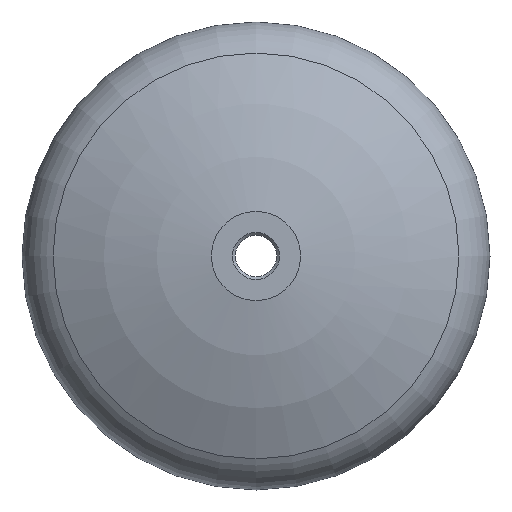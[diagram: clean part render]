
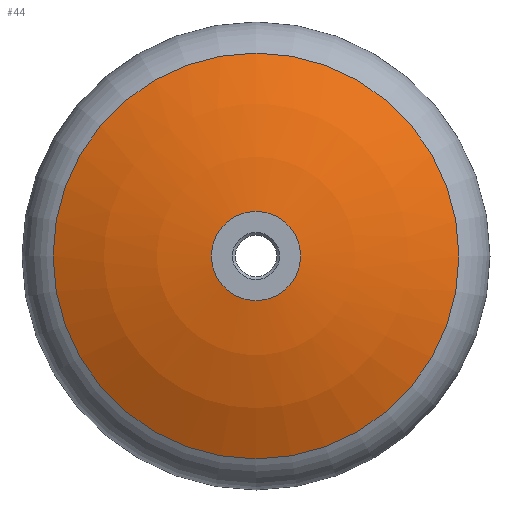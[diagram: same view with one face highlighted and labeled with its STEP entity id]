
A CAD part, front view. The second image highlights one B-rep face of the part: STEP entity #44.
In plain terms, the highlighted spherical face has radius 200 mm.
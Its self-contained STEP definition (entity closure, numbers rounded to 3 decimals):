
#44 = ADVANCED_FACE( '', ( #99, #100 ), #101, .T. );
#99 = FACE_OUTER_BOUND( '', #179, .T. );
#100 = FACE_OUTER_BOUND( '', #180, .T. );
#101 = SPHERICAL_SURFACE( '', #181, 200. );
#179 = EDGE_LOOP( '', ( #255 ) );
#180 = EDGE_LOOP( '', ( #256 ) );
#181 = AXIS2_PLACEMENT_3D( '', #257, #258, #259 );
#255 = ORIENTED_EDGE( '', *, *, #360, .F. );
#256 = ORIENTED_EDGE( '', *, *, #361, .T. );
#257 = CARTESIAN_POINT( '', ( 0., 107.5, 0. ) );
#258 = DIRECTION( '', ( 0., -1., 0. ) );
#259 = DIRECTION( '', ( 0., 0., 1. ) );
#360 = EDGE_CURVE( '', #398, #398, #399, .F. );
#361 = EDGE_CURVE( '', #400, #400, #401, .T. );
#398 = VERTEX_POINT( '', #452 );
#399 = CIRCLE( '', #453, 20. );
#400 = VERTEX_POINT( '', #454 );
#401 = CIRCLE( '', #455, 91.044 );
#452 = CARTESIAN_POINT( '', ( 0., -91.497, 20. ) );
#453 = AXIS2_PLACEMENT_3D( '', #506, #507, #508 );
#454 = CARTESIAN_POINT( '', ( 0., -70.576, -91.044 ) );
#455 = AXIS2_PLACEMENT_3D( '', #509, #510, #511 );
#506 = CARTESIAN_POINT( '', ( 0., -91.497, 0. ) );
#507 = DIRECTION( '', ( 0., 1., 0. ) );
#508 = DIRECTION( '', ( 0., 0., 1. ) );
#509 = CARTESIAN_POINT( '', ( 0., -70.576, 0. ) );
#510 = DIRECTION( '', ( 0., -1., 0. ) );
#511 = DIRECTION( '', ( 0., 0., -1. ) );
